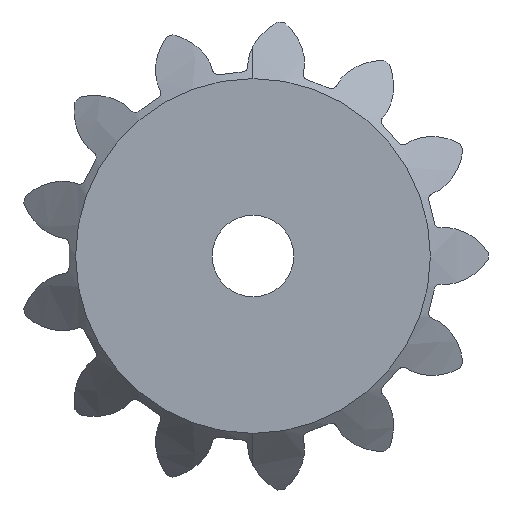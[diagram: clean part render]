
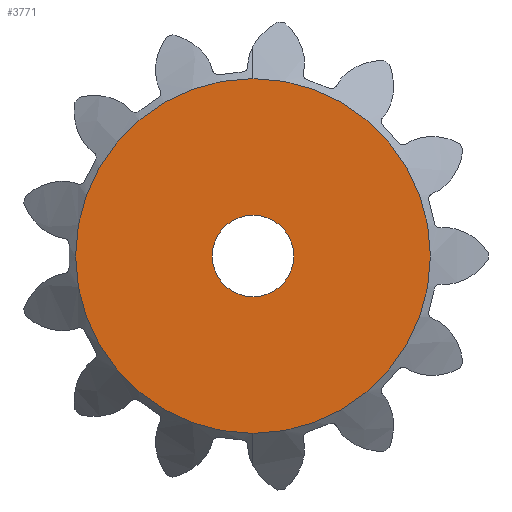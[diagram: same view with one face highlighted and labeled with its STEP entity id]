
A CAD part, left-side view. The second image highlights one B-rep face of the part: STEP entity #3771.
In plain terms, the highlighted planar face has unit normal (-1, 0, 0).
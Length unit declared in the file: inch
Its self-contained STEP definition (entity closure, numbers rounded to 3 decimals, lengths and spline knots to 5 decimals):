
#3 = CARTESIAN_POINT ( 'NONE',  ( 0., 0., 0.125 ) ) ;
#4 = ORIENTED_EDGE ( 'NONE', *, *, #3065, .T. ) ;
#36 = DIRECTION ( 'NONE',  ( 1., 0., 0. ) ) ;
#99 = CIRCLE ( 'NONE', #3618, 0.54323 ) ;
#205 = AXIS2_PLACEMENT_3D ( 'NONE', #1349, #698, #963 ) ;
#267 = EDGE_CURVE ( 'NONE', #3011, #2186, #1573, .T. ) ;
#411 = AXIS2_PLACEMENT_3D ( 'NONE', #2735, #36, #904 ) ;
#505 = VERTEX_POINT ( 'NONE', #2436 ) ;
#541 = CARTESIAN_POINT ( 'NONE',  ( 0., 0., 0. ) ) ;
#664 = CARTESIAN_POINT ( 'NONE',  ( 0., 0., 0. ) ) ;
#698 = DIRECTION ( 'NONE',  ( -1., 0., 0. ) ) ;
#701 = CARTESIAN_POINT ( 'NONE',  ( 0., 0., 0. ) ) ;
#904 = DIRECTION ( 'NONE',  ( 0., 0., -1. ) ) ;
#921 = CIRCLE ( 'NONE', #205, 0.54323 ) ;
#963 = DIRECTION ( 'NONE',  ( 0., 0., 1. ) ) ;
#1349 = CARTESIAN_POINT ( 'NONE',  ( 0., 0., 0. ) ) ;
#1528 = FACE_OUTER_BOUND ( 'NONE', #2206, .T. ) ;
#1573 = CIRCLE ( 'NONE', #3817, 0.125 ) ;
#1580 = EDGE_CURVE ( 'NONE', #3914, #505, #99, .T. ) ;
#1617 = DIRECTION ( 'NONE',  ( 0., 0., -1. ) ) ;
#1932 = DIRECTION ( 'NONE',  ( -1., 0., 0. ) ) ;
#1938 = DIRECTION ( 'NONE',  ( 1., 0., 0. ) ) ;
#2186 = VERTEX_POINT ( 'NONE', #3953 ) ;
#2206 = EDGE_LOOP ( 'NONE', ( #2388, #4 ) ) ;
#2213 = DIRECTION ( 'NONE',  ( 0., 0., 1. ) ) ;
#2331 = AXIS2_PLACEMENT_3D ( 'NONE', #541, #2395, #3895 ) ;
#2388 = ORIENTED_EDGE ( 'NONE', *, *, #1580, .T. ) ;
#2395 = DIRECTION ( 'NONE',  ( 1., 0., 0. ) ) ;
#2436 = CARTESIAN_POINT ( 'NONE',  ( 0., 0., 0.54323 ) ) ;
#2719 = ORIENTED_EDGE ( 'NONE', *, *, #3727, .T. ) ;
#2735 = CARTESIAN_POINT ( 'NONE',  ( 0., 0., 0. ) ) ;
#3011 = VERTEX_POINT ( 'NONE', #3 ) ;
#3065 = EDGE_CURVE ( 'NONE', #505, #3914, #921, .T. ) ;
#3269 = ORIENTED_EDGE ( 'NONE', *, *, #267, .T. ) ;
#3412 = PLANE ( 'NONE',  #411 ) ;
#3437 = CARTESIAN_POINT ( 'NONE',  ( 0., 0., -0.54323 ) ) ;
#3618 = AXIS2_PLACEMENT_3D ( 'NONE', #701, #1932, #2213 ) ;
#3653 = FACE_BOUND ( 'NONE', #3962, .T. ) ;
#3727 = EDGE_CURVE ( 'NONE', #2186, #3011, #3808, .T. ) ;
#3771 = ADVANCED_FACE ( 'NONE', ( #1528, #3653 ), #3412, .F. ) ;
#3808 = CIRCLE ( 'NONE', #2331, 0.125 ) ;
#3817 = AXIS2_PLACEMENT_3D ( 'NONE', #664, #1938, #1617 ) ;
#3895 = DIRECTION ( 'NONE',  ( 0., 0., -1. ) ) ;
#3914 = VERTEX_POINT ( 'NONE', #3437 ) ;
#3953 = CARTESIAN_POINT ( 'NONE',  ( 0., 0., -0.125 ) ) ;
#3962 = EDGE_LOOP ( 'NONE', ( #3269, #2719 ) ) ;
